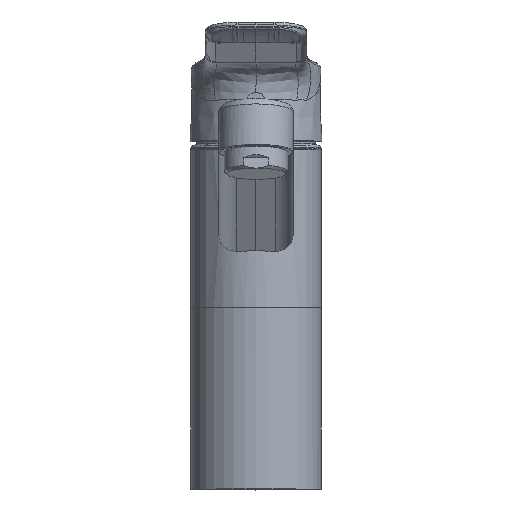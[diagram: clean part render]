
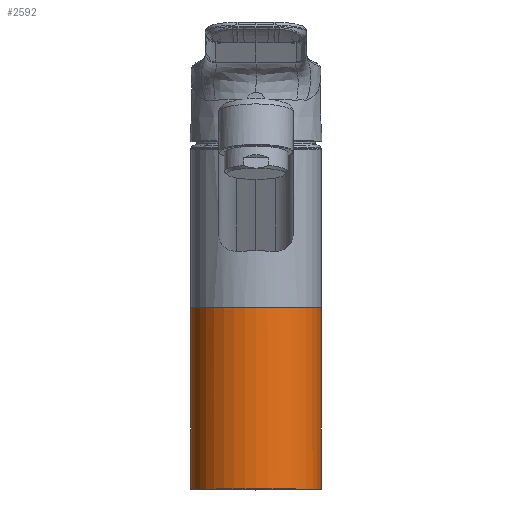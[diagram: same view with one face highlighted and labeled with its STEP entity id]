
A CAD part, top view. The second image highlights one B-rep face of the part: STEP entity #2592.
In plain terms, the highlighted cylindrical face has radius 24.5 mm (diameter 49 mm), a partial arc.
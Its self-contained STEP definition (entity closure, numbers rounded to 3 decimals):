
#57 = DIRECTION ( 'NONE',  ( 0., -1., 0. ) ) ;
#1062 = DIRECTION ( 'NONE',  ( 0., 1., 0. ) ) ;
#1335 = VERTEX_POINT ( 'NONE', #8641 ) ;
#1554 = EDGE_CURVE ( 'NONE', #12934, #13825, #8357, .T. ) ;
#1561 = CARTESIAN_POINT ( 'NONE',  ( 0., 68.427, 0. ) ) ;
#1707 = ORIENTED_EDGE ( 'NONE', *, *, #11206, .T. ) ;
#1772 = DIRECTION ( 'NONE',  ( -1., 0., 0. ) ) ;
#2027 = CARTESIAN_POINT ( 'NONE',  ( 24.5, 0.3, 0. ) ) ;
#2039 = EDGE_CURVE ( 'NONE', #1335, #12934, #12884, .T. ) ;
#2057 = DIRECTION ( 'NONE',  ( -1., 0., 0. ) ) ;
#2087 = CARTESIAN_POINT ( 'NONE',  ( -24.499, 0.3, 0.218 ) ) ;
#2118 = CARTESIAN_POINT ( 'NONE',  ( 24.5, 0., 0. ) ) ;
#2384 = CYLINDRICAL_SURFACE ( 'NONE', #3161, 24.5 ) ;
#2592 = ADVANCED_FACE ( 'NONE', ( #9071 ), #2384, .T. ) ;
#2973 = ORIENTED_EDGE ( 'NONE', *, *, #2039, .T. ) ;
#3161 = AXIS2_PLACEMENT_3D ( 'NONE', #7885, #1062, #2057 ) ;
#3693 = AXIS2_PLACEMENT_3D ( 'NONE', #12744, #57, #10345 ) ;
#3777 = DIRECTION ( 'NONE',  ( -1., 0., 0. ) ) ;
#3956 = VECTOR ( 'NONE', #4110, 1000. ) ;
#4110 = DIRECTION ( 'NONE',  ( 0., 1., 0. ) ) ;
#4451 = CARTESIAN_POINT ( 'NONE',  ( -24.5, 68.427, 0. ) ) ;
#5106 = AXIS2_PLACEMENT_3D ( 'NONE', #5958, #12887, #6012 ) ;
#5300 = ORIENTED_EDGE ( 'NONE', *, *, #1554, .T. ) ;
#5586 = CARTESIAN_POINT ( 'NONE',  ( -24.5, 68.427, 0.148 ) ) ;
#5938 = CIRCLE ( 'NONE', #5106, 24.5 ) ;
#5958 = CARTESIAN_POINT ( 'NONE',  ( 0., 0.3, 0. ) ) ;
#6012 = DIRECTION ( 'NONE',  ( -1., 0., 0. ) ) ;
#6487 = LINE ( 'NONE', #2118, #13754 ) ;
#6901 = ORIENTED_EDGE ( 'NONE', *, *, #10448, .F. ) ;
#6986 = ORIENTED_EDGE ( 'NONE', *, *, #12234, .T. ) ;
#7800 = ORIENTED_EDGE ( 'NONE', *, *, #13924, .T. ) ;
#7885 = CARTESIAN_POINT ( 'NONE',  ( 0., 0., 0. ) ) ;
#8178 = AXIS2_PLACEMENT_3D ( 'NONE', #1561, #9436, #3777 ) ;
#8357 = CIRCLE ( 'NONE', #3693, 24.5 ) ;
#8641 = CARTESIAN_POINT ( 'NONE',  ( 24.5, 68.427, 0. ) ) ;
#8853 = VERTEX_POINT ( 'NONE', #11961 ) ;
#8994 = AXIS2_PLACEMENT_3D ( 'NONE', #12100, #13276, #1772 ) ;
#9071 = FACE_OUTER_BOUND ( 'NONE', #11937, .T. ) ;
#9436 = DIRECTION ( 'NONE',  ( 0., -1., 0. ) ) ;
#10345 = DIRECTION ( 'NONE',  ( -1., 0., 0. ) ) ;
#10387 = DIRECTION ( 'NONE',  ( 0., 1., 0. ) ) ;
#10448 = EDGE_CURVE ( 'NONE', #8853, #13825, #11572, .T. ) ;
#10601 = VERTEX_POINT ( 'NONE', #2087 ) ;
#11206 = EDGE_CURVE ( 'NONE', #8853, #10601, #11732, .T. ) ;
#11421 = VERTEX_POINT ( 'NONE', #2027 ) ;
#11572 = LINE ( 'NONE', #13490, #3956 ) ;
#11732 = CIRCLE ( 'NONE', #8994, 24.5 ) ;
#11937 = EDGE_LOOP ( 'NONE', ( #1707, #7800, #6986, #2973, #5300, #6901 ) ) ;
#11961 = CARTESIAN_POINT ( 'NONE',  ( -24.5, 0.3, 0. ) ) ;
#12100 = CARTESIAN_POINT ( 'NONE',  ( 0., 0.3, 0. ) ) ;
#12234 = EDGE_CURVE ( 'NONE', #11421, #1335, #6487, .T. ) ;
#12744 = CARTESIAN_POINT ( 'NONE',  ( 0., 68.427, 0. ) ) ;
#12884 = CIRCLE ( 'NONE', #8178, 24.5 ) ;
#12887 = DIRECTION ( 'NONE',  ( 0., 1., 0. ) ) ;
#12934 = VERTEX_POINT ( 'NONE', #5586 ) ;
#13276 = DIRECTION ( 'NONE',  ( 0., 1., 0. ) ) ;
#13490 = CARTESIAN_POINT ( 'NONE',  ( -24.5, 0., 0. ) ) ;
#13754 = VECTOR ( 'NONE', #10387, 1000. ) ;
#13825 = VERTEX_POINT ( 'NONE', #4451 ) ;
#13924 = EDGE_CURVE ( 'NONE', #10601, #11421, #5938, .T. ) ;
